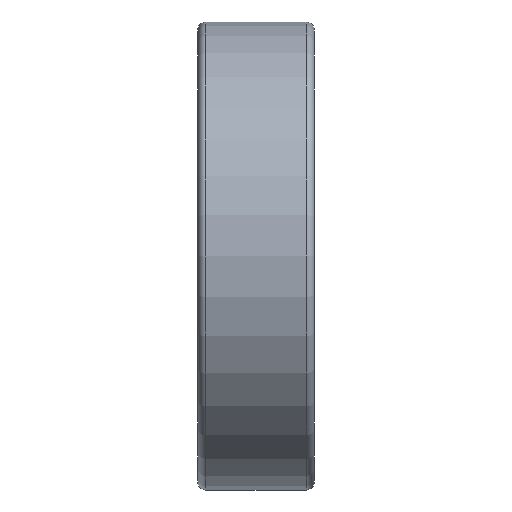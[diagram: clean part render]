
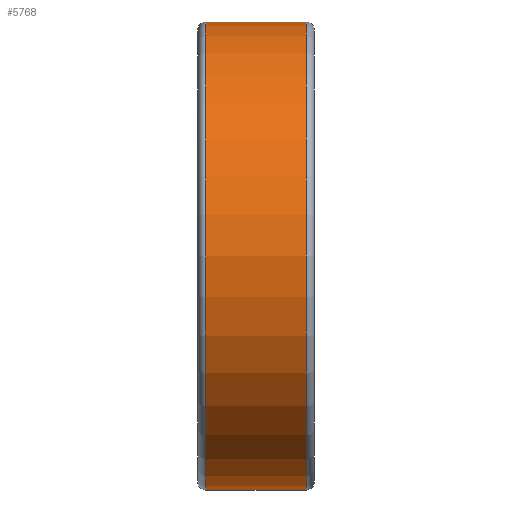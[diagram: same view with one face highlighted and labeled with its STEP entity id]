
A CAD part, front view. The second image highlights one B-rep face of the part: STEP entity #5768.
In plain terms, the highlighted cylindrical face has radius 62.348 mm (diameter 124.696 mm), a partial arc.
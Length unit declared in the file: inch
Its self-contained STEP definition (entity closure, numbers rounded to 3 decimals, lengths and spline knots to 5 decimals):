
#326 = DIRECTION ( 'NONE',  ( 1., 0., 0. ) ) ;
#410 = ORIENTED_EDGE ( 'NONE', *, *, #3055, .F. ) ;
#471 = CARTESIAN_POINT ( 'NONE',  ( 0.95121, 0., 2.45465 ) ) ;
#651 = DIRECTION ( 'NONE',  ( -1., 0., 0. ) ) ;
#1427 = VERTEX_POINT ( 'NONE', #3675 ) ;
#1457 = CIRCLE ( 'NONE', #1904, 2.45465 ) ;
#1592 = CIRCLE ( 'NONE', #6024, 2.45465 ) ;
#1650 = VERTEX_POINT ( 'NONE', #6580 ) ;
#1851 = CARTESIAN_POINT ( 'NONE',  ( -0.52756, 0., 0. ) ) ;
#1904 = AXIS2_PLACEMENT_3D ( 'NONE', #1851, #2359, #6005 ) ;
#2055 = ORIENTED_EDGE ( 'NONE', *, *, #2902, .T. ) ;
#2062 = CYLINDRICAL_SURFACE ( 'NONE', #4138, 2.45465 ) ;
#2359 = DIRECTION ( 'NONE',  ( 1., 0., 0. ) ) ;
#2583 = CARTESIAN_POINT ( 'NONE',  ( -0.52756, 0., 2.45465 ) ) ;
#2902 = EDGE_CURVE ( 'NONE', #6057, #1650, #4030, .T. ) ;
#2972 = CARTESIAN_POINT ( 'NONE',  ( -0.52756, 0., -2.45465 ) ) ;
#2975 = VECTOR ( 'NONE', #6643, 39.37008 ) ;
#3055 = EDGE_CURVE ( 'NONE', #5581, #1427, #3694, .T. ) ;
#3314 = EDGE_CURVE ( 'NONE', #5581, #6057, #1457, .T. ) ;
#3648 = DIRECTION ( 'NONE',  ( 0., 0., -1. ) ) ;
#3675 = CARTESIAN_POINT ( 'NONE',  ( 0.52756, 0., 2.45465 ) ) ;
#3694 = LINE ( 'NONE', #471, #2975 ) ;
#3770 = CARTESIAN_POINT ( 'NONE',  ( 0.52756, 0., 0. ) ) ;
#4030 = LINE ( 'NONE', #5979, #5998 ) ;
#4138 = AXIS2_PLACEMENT_3D ( 'NONE', #4581, #326, #3648 ) ;
#4142 = FACE_OUTER_BOUND ( 'NONE', #5011, .T. ) ;
#4166 = DIRECTION ( 'NONE',  ( 0., 0., -1. ) ) ;
#4581 = CARTESIAN_POINT ( 'NONE',  ( 0.95121, 0., 0. ) ) ;
#4610 = EDGE_CURVE ( 'NONE', #1650, #1427, #1592, .T. ) ;
#4799 = ORIENTED_EDGE ( 'NONE', *, *, #3314, .T. ) ;
#4952 = DIRECTION ( 'NONE',  ( 1., 0., 0. ) ) ;
#5011 = EDGE_LOOP ( 'NONE', ( #410, #4799, #2055, #6179 ) ) ;
#5581 = VERTEX_POINT ( 'NONE', #2583 ) ;
#5768 = ADVANCED_FACE ( 'NONE', ( #4142 ), #2062, .T. ) ;
#5979 = CARTESIAN_POINT ( 'NONE',  ( 0.95121, 0., -2.45465 ) ) ;
#5998 = VECTOR ( 'NONE', #4952, 39.37008 ) ;
#6005 = DIRECTION ( 'NONE',  ( 0., 0., 1. ) ) ;
#6024 = AXIS2_PLACEMENT_3D ( 'NONE', #3770, #651, #4166 ) ;
#6057 = VERTEX_POINT ( 'NONE', #2972 ) ;
#6179 = ORIENTED_EDGE ( 'NONE', *, *, #4610, .T. ) ;
#6580 = CARTESIAN_POINT ( 'NONE',  ( 0.52756, 0., -2.45465 ) ) ;
#6643 = DIRECTION ( 'NONE',  ( 1., 0., 0. ) ) ;
